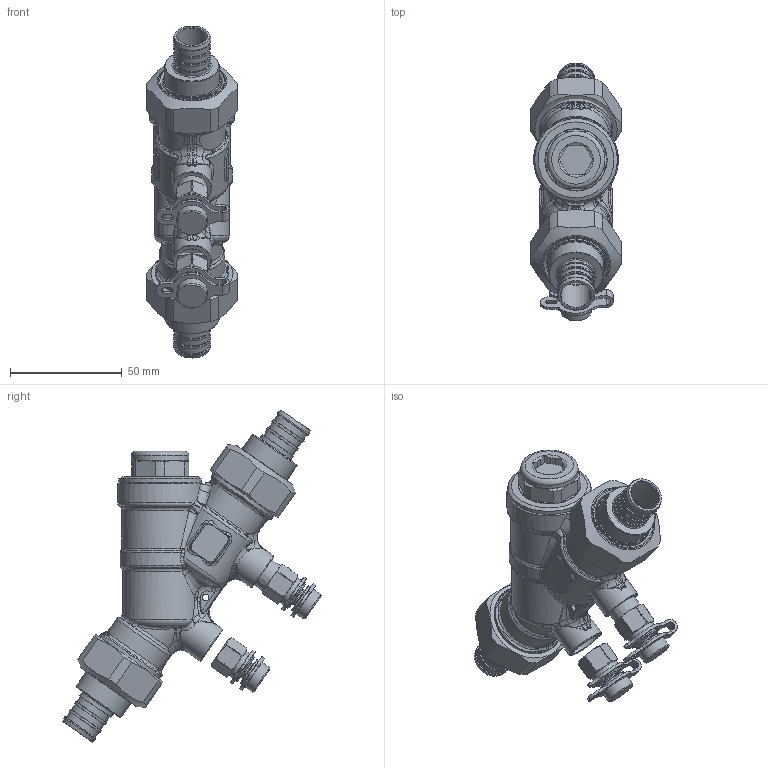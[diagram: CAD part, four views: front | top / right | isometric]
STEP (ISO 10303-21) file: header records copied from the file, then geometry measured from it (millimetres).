
FILE_DESCRIPTION(/* description */ (''),/* implementation_level */ '2;1');
FILE_NAME(/* name */ '128554AF_Simplify_1.stp',/* time_stamp */ '2025-07-22T09:45:12-05:00',/* author */ ('ischreiner'),/* organization */ (''),/* preprocessor_version */ 'ST-DEVELOPER v20',/* originating_system */ 'Autodesk Inventor 2025',/* authorisation */ '');
FILE_SCHEMA (('AUTOMOTIVE_DESIGN { 1 0 10303 214 3 1 1 }'));
Length unit declared in the file: inch
Products named in the file (1): 128554AF_Simplify_1
Bounding box: 40.63 x 115.58 x 148.64 mm (x, y, z)
Volume: 164159.9 mm3; surface area: 42546 mm2
Topology: 7 solids, 7 shells, 1169 faces, 2794 edges, 1662 vertices
Faces by surface type: bspline 709, cylinder 182, plane 137, cone 75, torus 62, sphere 4
Full cylindrical faces by diameter (mm): 3 x1, 8 x2, 11.5 x2, 12 x4, 12.2 x2, 13.462 x2, 13.5 x6, 13.9 x2, 15.875 x6, 16.942 x8, 17.5 x2, 20.066 x2, 24.435 x2, 25.8 x1, 25.908 x2, 26.924 x2, 29.5 x1, 29.972 x2, 30 x2, 30.302 x2, 33.1 x2, 37 x1
Entity records: 140525 total; most frequent: CARTESIAN_POINT 116507, ORIENTED_EDGE 5552, DIRECTION 3359, EDGE_CURVE 2776, VERTEX_POINT 1662, AXIS2_PLACEMENT_3D 1480, B_SPLINE_CURVE_WITH_KNOTS 1298, EDGE_LOOP 1232
